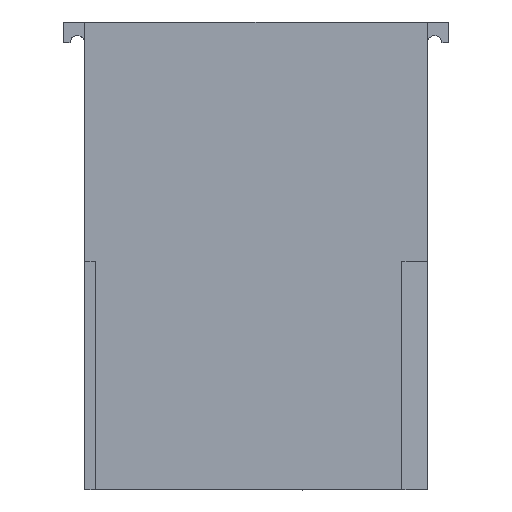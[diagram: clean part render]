
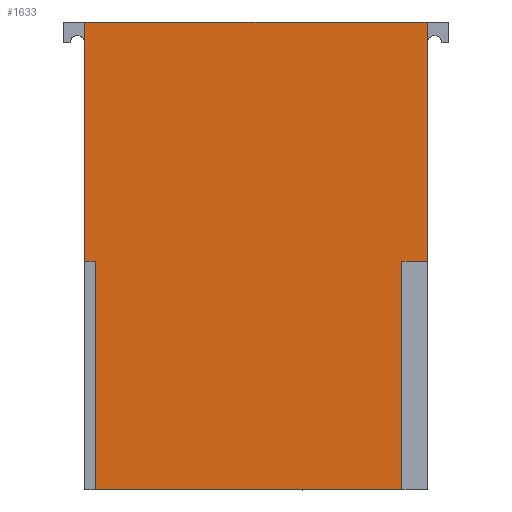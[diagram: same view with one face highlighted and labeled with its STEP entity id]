
A CAD part, front view. The second image highlights one B-rep face of the part: STEP entity #1633.
In plain terms, the highlighted planar face has unit normal (0, -1, 0).
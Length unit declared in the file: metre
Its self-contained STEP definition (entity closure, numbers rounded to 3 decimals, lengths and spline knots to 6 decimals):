
#1633=ADVANCED_FACE('',(#4599),#4600,.F.);
#4599=FACE_OUTER_BOUND('',#9114,.T.);
#4600=PLANE('',#9115);
#9114=EDGE_LOOP('',(#15222,#15223,#15224,#15225,#15226,#15227,#15228,#15229));
#9115=AXIS2_PLACEMENT_3D('',#15230,#15231,#15232);
#15222=ORIENTED_EDGE('',*,*,#29338,.F.);
#15223=ORIENTED_EDGE('',*,*,#29382,.F.);
#15224=ORIENTED_EDGE('',*,*,#29383,.T.);
#15225=ORIENTED_EDGE('',*,*,#29384,.F.);
#15226=ORIENTED_EDGE('',*,*,#29385,.F.);
#15227=ORIENTED_EDGE('',*,*,#29386,.T.);
#15228=ORIENTED_EDGE('',*,*,#29387,.T.);
#15229=ORIENTED_EDGE('',*,*,#29388,.T.);
#15230=CARTESIAN_POINT('',(0.187098,0.095313,-0.145093));
#15231=DIRECTION('',(0.,1.0,0.));
#15232=DIRECTION('',(-1.,0.0,0.));
#29338=EDGE_CURVE('',#35400,#35402,#35403,.T.);
#29382=EDGE_CURVE('',#35488,#35400,#35489,.T.);
#29383=EDGE_CURVE('',#35488,#35490,#35491,.T.);
#29384=EDGE_CURVE('',#35492,#35490,#35493,.T.);
#29385=EDGE_CURVE('',#35494,#35492,#35495,.T.);
#29386=EDGE_CURVE('',#35494,#35496,#35497,.T.);
#29387=EDGE_CURVE('',#35496,#35498,#35499,.T.);
#29388=EDGE_CURVE('',#35498,#35402,#35500,.T.);
#35400=VERTEX_POINT('',#44611);
#35402=VERTEX_POINT('',#44614);
#35403=LINE('',#44615,#44616);
#35488=VERTEX_POINT('',#44743);
#35489=LINE('',#44744,#44745);
#35490=VERTEX_POINT('',#44746);
#35491=LINE('',#44747,#44748);
#35492=VERTEX_POINT('',#44749);
#35493=LINE('',#44750,#44751);
#35494=VERTEX_POINT('',#44752);
#35495=LINE('',#44753,#44754);
#35496=VERTEX_POINT('',#44755);
#35497=LINE('',#44756,#44757);
#35498=VERTEX_POINT('',#44758);
#35499=LINE('',#44759,#44760);
#35500=LINE('',#44761,#44762);
#44611=CARTESIAN_POINT('',(0.197258,0.095313,-0.133749));
#44614=CARTESIAN_POINT('',(0.213493,0.095313,-0.133749));
#44615=CARTESIAN_POINT('',(0.187098,0.095313,-0.133749));
#44616=VECTOR('',#56475,1.0);
#44743=CARTESIAN_POINT('',(0.197258,0.095313,-0.145086));
#44744=CARTESIAN_POINT('',(0.197258,0.095313,-0.14509));
#44745=VECTOR('',#56518,1.0);
#44746=CARTESIAN_POINT('',(0.197758,0.095313,-0.145086));
#44747=CARTESIAN_POINT('',(0.207418,0.095313,-0.145086));
#44748=VECTOR('',#56519,1.0);
#44749=CARTESIAN_POINT('',(0.197758,0.095313,-0.155927));
#44750=CARTESIAN_POINT('',(0.197758,0.095313,-0.145093));
#44751=VECTOR('',#56520,1.0);
#44752=CARTESIAN_POINT('',(0.212292,0.095313,-0.155927));
#44753=CARTESIAN_POINT('',(0.207951,0.095313,-0.155927));
#44754=VECTOR('',#56521,1.0);
#44755=CARTESIAN_POINT('',(0.212292,0.095313,-0.145086));
#44756=CARTESIAN_POINT('',(0.212292,0.095313,-0.131998));
#44757=VECTOR('',#56522,1.0);
#44758=CARTESIAN_POINT('',(0.213493,0.095313,-0.145086));
#44759=CARTESIAN_POINT('',(0.192178,0.095313,-0.145086));
#44760=VECTOR('',#56523,1.0);
#44761=CARTESIAN_POINT('',(0.213493,0.095313,-0.131998));
#44762=VECTOR('',#56524,1.0);
#56475=DIRECTION('',(1.0,0.,0.));
#56518=DIRECTION('',(0.,0.,1.0));
#56519=DIRECTION('',(1.0,0.,0.));
#56520=DIRECTION('',(0.,0.,1.0));
#56521=DIRECTION('',(-1.0,0.,0.));
#56522=DIRECTION('',(0.,0.,1.0));
#56523=DIRECTION('',(1.0,0.,0.));
#56524=DIRECTION('',(0.,0.,1.0));
